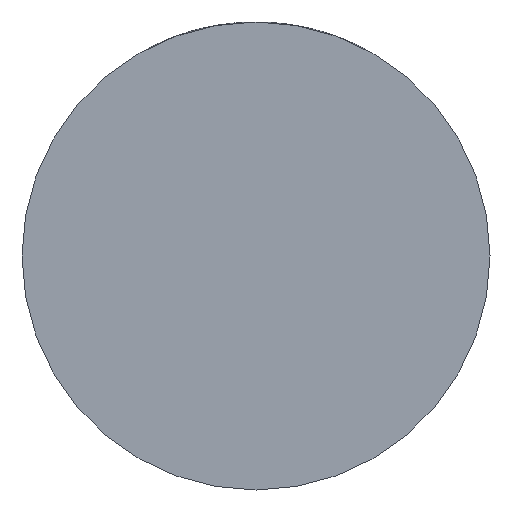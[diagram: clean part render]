
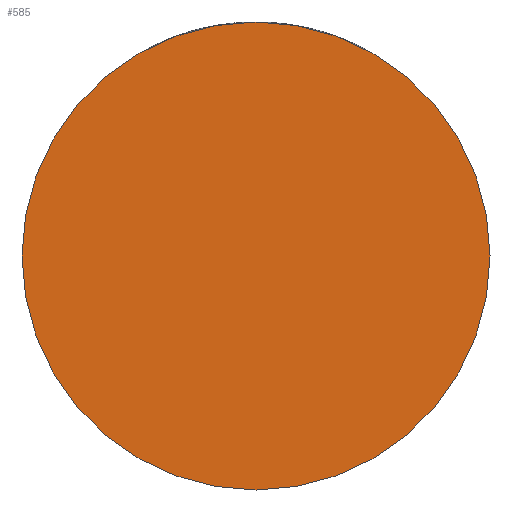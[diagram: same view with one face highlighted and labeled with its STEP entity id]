
A CAD part, front view. The second image highlights one B-rep face of the part: STEP entity #585.
In plain terms, the highlighted planar face has unit normal (0, -1, 0).
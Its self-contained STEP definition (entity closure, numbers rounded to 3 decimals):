
#159 = CIRCLE ( 'NONE', #816, 3.5 ) ;
#172 = CARTESIAN_POINT ( 'NONE',  ( 0., 0., -3.5 ) ) ;
#277 = VERTEX_POINT ( 'NONE', #172 ) ;
#321 = PLANE ( 'NONE',  #888 ) ;
#362 = DIRECTION ( 'NONE',  ( 0., 0., 1. ) ) ;
#372 = DIRECTION ( 'NONE',  ( 0., 1., 0. ) ) ;
#388 = VERTEX_POINT ( 'NONE', #923 ) ;
#416 = CARTESIAN_POINT ( 'NONE',  ( 0., 0., 0. ) ) ;
#510 = DIRECTION ( 'NONE',  ( 0., 1., 0. ) ) ;
#585 = ADVANCED_FACE ( 'NONE', ( #1012 ), #321, .F. ) ;
#769 = CIRCLE ( 'NONE', #1212, 3.5 ) ;
#816 = AXIS2_PLACEMENT_3D ( 'NONE', #969, #372, #884 ) ;
#851 = ORIENTED_EDGE ( 'NONE', *, *, #1203, .F. ) ;
#884 = DIRECTION ( 'NONE',  ( 0., 0., 1. ) ) ;
#888 = AXIS2_PLACEMENT_3D ( 'NONE', #416, #510, #1213 ) ;
#923 = CARTESIAN_POINT ( 'NONE',  ( 0., 0., 3.5 ) ) ;
#926 = EDGE_LOOP ( 'NONE', ( #851, #1140 ) ) ;
#963 = CARTESIAN_POINT ( 'NONE',  ( 0., 0., 0. ) ) ;
#969 = CARTESIAN_POINT ( 'NONE',  ( 0., 0., 0. ) ) ;
#1012 = FACE_OUTER_BOUND ( 'NONE', #926, .T. ) ;
#1140 = ORIENTED_EDGE ( 'NONE', *, *, #1200, .F. ) ;
#1172 = DIRECTION ( 'NONE',  ( 0., 1., 0. ) ) ;
#1200 = EDGE_CURVE ( 'NONE', #388, #277, #769, .T. ) ;
#1203 = EDGE_CURVE ( 'NONE', #277, #388, #159, .T. ) ;
#1212 = AXIS2_PLACEMENT_3D ( 'NONE', #963, #1172, #362 ) ;
#1213 = DIRECTION ( 'NONE',  ( 0., 0., 1. ) ) ;
